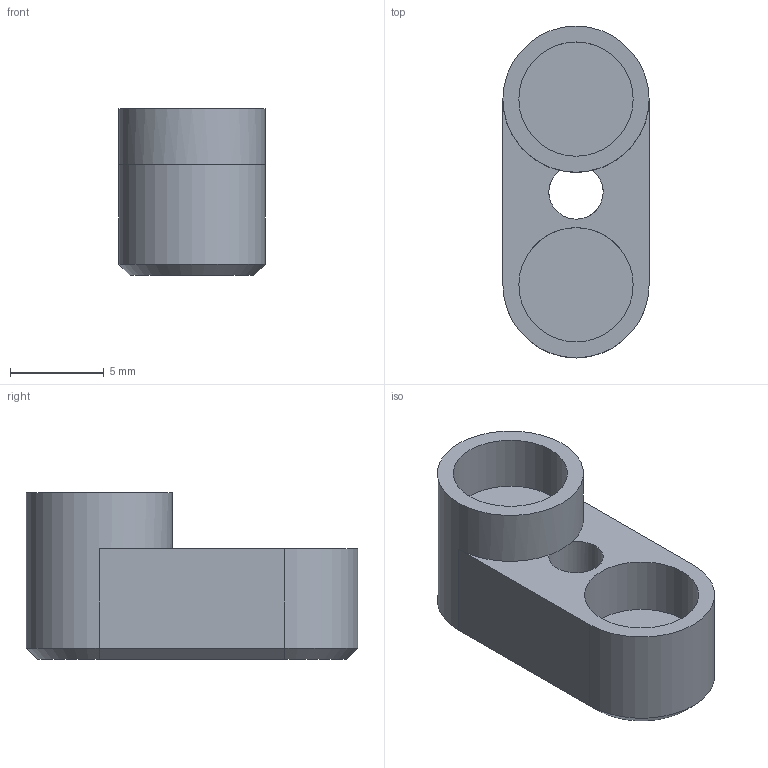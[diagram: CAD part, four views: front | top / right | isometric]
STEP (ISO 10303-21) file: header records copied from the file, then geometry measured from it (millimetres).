
FILE_DESCRIPTION(('FreeCAD Model'),'2;1');
FILE_NAME('Open CASCADE Shape Model','2024-10-16T14:20:57',(''),(''), 'Open CASCADE STEP processor 7.7','Ondsel','Unknown');
FILE_SCHEMA(('AUTOMOTIVE_DESIGN { 1 0 10303 214 1 1 1 1 }'));
Length unit declared in the file: millimetre
Products named in the file (2): Switch; Switch-Body
Assembly tree (1 placements, depth 2):
  Switch
    Switch-Body
Bounding box: 7.8 x 17.7 x 8.9 mm (x, y, z)
Volume: 654 mm3; surface area: 724.5 mm2
Topology: 1 solids, 1 shells, 18 faces, 37 edges, 22 vertices
Faces by surface type: plane 10, cylinder 5, cone 3
Full cylindrical faces by diameter (mm): 2.9 x1, 6.1 x2, 7.8 x1
Entity records: 517 total; most frequent: DIRECTION 93, CARTESIAN_POINT 81, ORIENTED_EDGE 74, AXIS2_PLACEMENT_3D 38, EDGE_CURVE 37, VERTEX_POINT 22, FACE_BOUND 21, EDGE_LOOP 21
